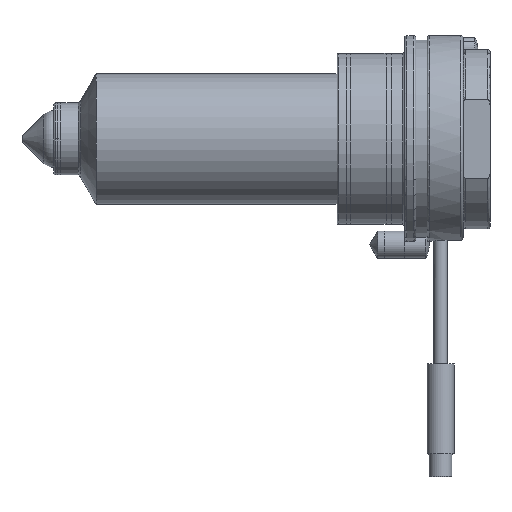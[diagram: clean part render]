
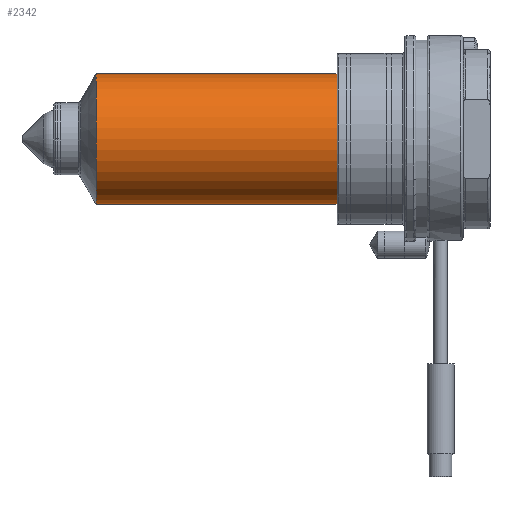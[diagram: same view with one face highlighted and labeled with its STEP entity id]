
A CAD part, top view. The second image highlights one B-rep face of the part: STEP entity #2342.
In plain terms, the highlighted cylindrical face has radius 14.5 mm (diameter 29 mm), a partial arc.
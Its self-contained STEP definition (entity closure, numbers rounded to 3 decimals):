
#20 = DIRECTION ( 'NONE',  ( 0., 0., -1. ) ) ;
#1019 = CARTESIAN_POINT ( 'NONE',  ( 14.5, 0., -16.464 ) ) ;
#1129 = DIRECTION ( 'NONE',  ( 0., 0., -1. ) ) ;
#1277 = AXIS2_PLACEMENT_3D ( 'NONE', #9726, #1129, #2010 ) ;
#1310 = DIRECTION ( 'NONE',  ( 0., 0., -1. ) ) ;
#1428 = AXIS2_PLACEMENT_3D ( 'NONE', #10342, #6121, #7222 ) ;
#2010 = DIRECTION ( 'NONE',  ( -1., 0., 0. ) ) ;
#2012 = CYLINDRICAL_SURFACE ( 'NONE', #1428, 14.5 ) ;
#2031 = ORIENTED_EDGE ( 'NONE', *, *, #12283, .F. ) ;
#2117 = CARTESIAN_POINT ( 'NONE',  ( 14.5, 0., 0. ) ) ;
#2178 = FACE_OUTER_BOUND ( 'NONE', #7186, .T. ) ;
#2342 = ADVANCED_FACE ( 'NONE', ( #2178 ), #2012, .T. ) ;
#3271 = ORIENTED_EDGE ( 'NONE', *, *, #10696, .T. ) ;
#3330 = CARTESIAN_POINT ( 'NONE',  ( 0., 0., -16.464 ) ) ;
#4023 = CIRCLE ( 'NONE', #1277, 14.5 ) ;
#4255 = EDGE_CURVE ( 'NONE', #11076, #8703, #4023, .T. ) ;
#4912 = DIRECTION ( 'NONE',  ( 0., 0., -1. ) ) ;
#5955 = CIRCLE ( 'NONE', #8576, 14.5 ) ;
#6121 = DIRECTION ( 'NONE',  ( 0., 0., -1. ) ) ;
#7186 = EDGE_LOOP ( 'NONE', ( #8784, #3271, #10559, #2031 ) ) ;
#7222 = DIRECTION ( 'NONE',  ( -1., 0., 0. ) ) ;
#8576 = AXIS2_PLACEMENT_3D ( 'NONE', #3330, #1310, #11102 ) ;
#8585 = VERTEX_POINT ( 'NONE', #13080 ) ;
#8703 = VERTEX_POINT ( 'NONE', #10093 ) ;
#8784 = ORIENTED_EDGE ( 'NONE', *, *, #14034, .T. ) ;
#9049 = LINE ( 'NONE', #13762, #11932 ) ;
#9726 = CARTESIAN_POINT ( 'NONE',  ( 0., 0., -70. ) ) ;
#9752 = LINE ( 'NONE', #2117, #10084 ) ;
#10084 = VECTOR ( 'NONE', #20, 1000. ) ;
#10093 = CARTESIAN_POINT ( 'NONE',  ( 14.5, 0., -70. ) ) ;
#10342 = CARTESIAN_POINT ( 'NONE',  ( 0., 0., 0. ) ) ;
#10559 = ORIENTED_EDGE ( 'NONE', *, *, #4255, .F. ) ;
#10696 = EDGE_CURVE ( 'NONE', #11415, #8703, #9752, .T. ) ;
#11076 = VERTEX_POINT ( 'NONE', #12673 ) ;
#11102 = DIRECTION ( 'NONE',  ( -1., 0., 0. ) ) ;
#11415 = VERTEX_POINT ( 'NONE', #1019 ) ;
#11932 = VECTOR ( 'NONE', #4912, 1000. ) ;
#12283 = EDGE_CURVE ( 'NONE', #8585, #11076, #9049, .T. ) ;
#12673 = CARTESIAN_POINT ( 'NONE',  ( -14.5, 0., -70. ) ) ;
#13080 = CARTESIAN_POINT ( 'NONE',  ( -14.5, 0., -16.464 ) ) ;
#13762 = CARTESIAN_POINT ( 'NONE',  ( -14.5, 0., 0. ) ) ;
#14034 = EDGE_CURVE ( 'NONE', #8585, #11415, #5955, .T. ) ;
